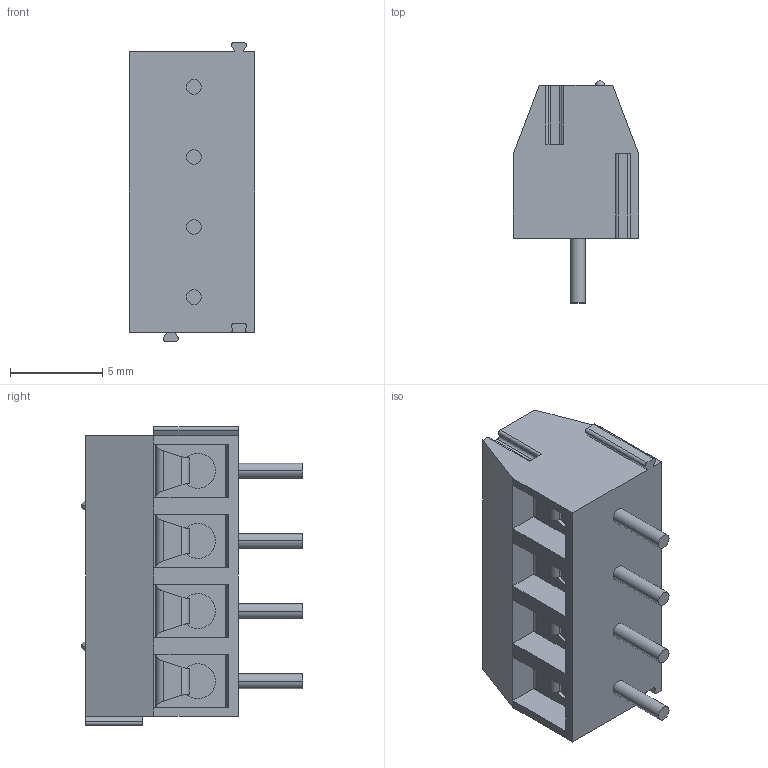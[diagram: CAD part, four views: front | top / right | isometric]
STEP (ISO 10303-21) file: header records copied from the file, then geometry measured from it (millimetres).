
FILE_DESCRIPTION((''),'2;1');
FILE_NAME('PRT0001','2025-04-06T',('sj'),(''),'PRO/ENGINEER BY PARAMETRIC TECHNOLOGY CORPORATION, 2013240','PRO/ENGINEER BY PARAMETRIC TECHNOLOGY CORPORATION, 2013240','');
FILE_SCHEMA(('AUTOMOTIVE_DESIGN_CC2 { 1 2 10303 214 -1 1 5 2 }'));
Length unit declared in the file: millimetre
Products named in the file (1): PRT0001
Bounding box: 6.8 x 12.05 x 16.24 mm (x, y, z)
Volume: 694.7 mm3; surface area: 754.5 mm2
Topology: 1 solids, 1 shells, 208 faces, 550 edges, 354 vertices
Faces by surface type: plane 120, cylinder 76, torus 8, sphere 4
Entity records: 6652 total; most frequent: CARTESIAN_POINT 1478, ORIENTED_EDGE 1092, DIRECTION 1042, EDGE_CURVE 546, VERTEX_POINT 354, AXIS2_PLACEMENT_3D 352, VECTOR 338, LINE 338
